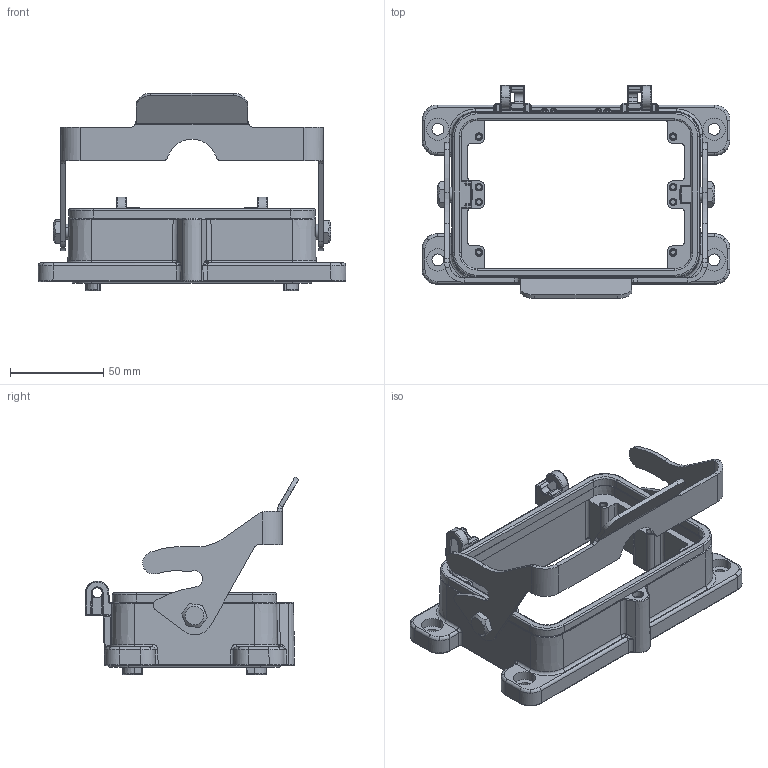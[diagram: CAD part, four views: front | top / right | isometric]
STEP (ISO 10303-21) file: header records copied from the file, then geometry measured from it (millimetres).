
FILE_DESCRIPTION (( 'STEP AP203' ), '1' );
FILE_NAME ('H48B-BK-1L_S.STP', '2017-08-30T09:25:45', ( '微软用户' ), ( '微软中国' ), 'SwSTEP 2.0', 'SolidWorks 2012', '' );
FILE_SCHEMA (( 'CONFIG_CONTROL_DESIGN' ));
Length unit declared in the file: millimetre
Products named in the file (1): H48B-BK-1L_S
Bounding box: 164.99 x 114.45 x 106 mm (x, y, z)
Volume: 156726.2 mm3; surface area: 78043 mm2
Topology: 1 solids, 3 shells, 1099 faces, 2625 edges, 1539 vertices
Faces by surface type: cylinder 415, plane 259, bspline 229, cone 91, torus 58, sphere 47
Entity records: 35598 total; most frequent: CARTESIAN_POINT 12072, ORIENTED_EDGE 5198, DIRECTION 4748, EDGE_CURVE 2599, AXIS2_PLACEMENT_3D 1848, VERTEX_POINT 1533, EDGE_LOOP 1146, FACE_OUTER_BOUND 1099
